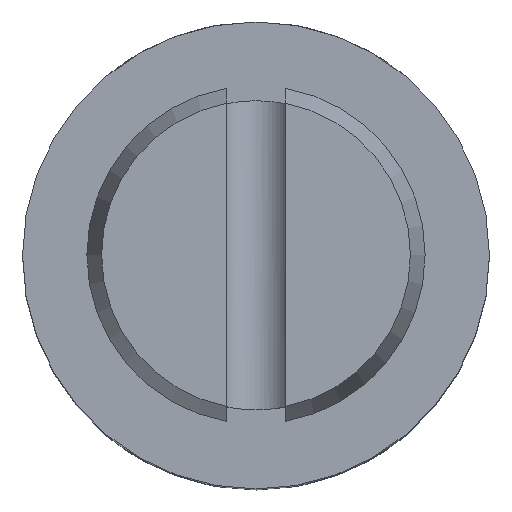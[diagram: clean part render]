
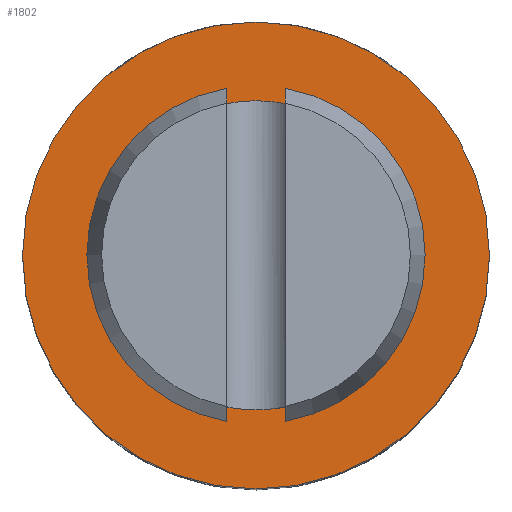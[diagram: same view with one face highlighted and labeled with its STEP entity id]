
A CAD part, top view. The second image highlights one B-rep face of the part: STEP entity #1802.
In plain terms, the highlighted planar face has unit normal (0, 0, 1).
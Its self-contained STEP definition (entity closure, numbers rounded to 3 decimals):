
#1649=CARTESIAN_POINT('',(0.0,2.1,0.889));
#1650=VERTEX_POINT('',#1649);
#1651=CARTESIAN_POINT('',(0.0,0.0,0.889));
#1652=DIRECTION('',(0.0,0.0,-1.0));
#1653=DIRECTION('',(0.0,1.0,0.0));
#1654=AXIS2_PLACEMENT_3D('',#1651,#1652,#1653);
#1655=CIRCLE('',#1654,2.1);
#1656=EDGE_CURVE('',#1650,#1650,#1655,.T.);
#1783=CARTESIAN_POINT('',(0.0,2.638,0.889));
#1784=DIRECTION('',(0.0,0.0,1.0));
#1785=DIRECTION('',(1.0,0.0,0.0));
#1786=AXIS2_PLACEMENT_3D('',#1783,#1784,#1785);
#1787=PLANE('',#1786);
#1788=CARTESIAN_POINT('',(0.0,3.175,0.889));
#1789=VERTEX_POINT('',#1788);
#1790=CARTESIAN_POINT('',(0.0,0.0,0.889));
#1791=DIRECTION('',(0.0,0.0,-1.0));
#1792=DIRECTION('',(0.0,1.0,0.0));
#1793=AXIS2_PLACEMENT_3D('',#1790,#1791,#1792);
#1794=CIRCLE('',#1793,3.175);
#1795=EDGE_CURVE('',#1789,#1789,#1794,.T.);
#1796=ORIENTED_EDGE('',*,*,#1795,.F.);
#1797=EDGE_LOOP('',(#1796));
#1798=FACE_OUTER_BOUND('',#1797,.T.);
#1799=ORIENTED_EDGE('',*,*,#1656,.T.);
#1800=EDGE_LOOP('',(#1799));
#1801=FACE_BOUND('',#1800,.T.);
#1802=ADVANCED_FACE('',(#1798,#1801),#1787,.T.);
